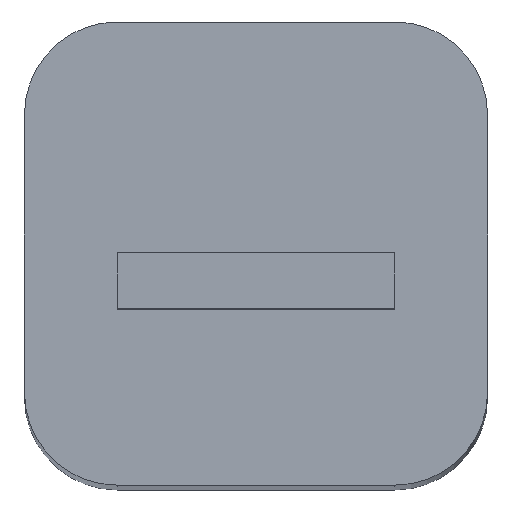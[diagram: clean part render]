
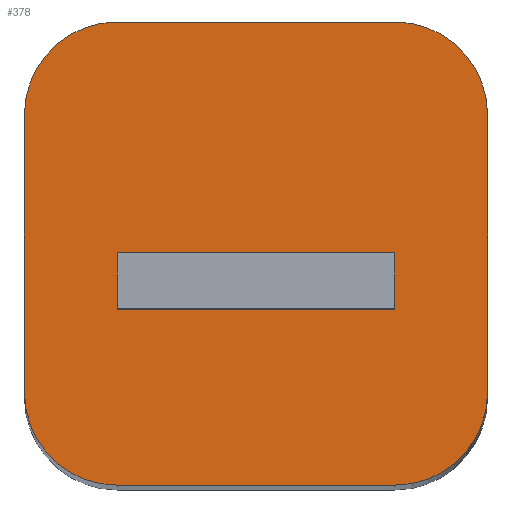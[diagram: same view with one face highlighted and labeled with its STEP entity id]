
A CAD part, top view. The second image highlights one B-rep face of the part: STEP entity #378.
In plain terms, the highlighted planar face has unit normal (0, 0, 1).
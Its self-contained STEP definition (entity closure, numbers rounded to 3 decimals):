
#17=FACE_BOUND('',#71,.T.);
#21=CIRCLE('',#414,50.);
#23=CIRCLE('',#418,50.);
#24=CIRCLE('',#419,50.);
#25=CIRCLE('',#420,50.);
#47=FACE_OUTER_BOUND('',#70,.T.);
#70=EDGE_LOOP('',(#301,#302,#303,#304,#305,#306,#307,#308));
#71=EDGE_LOOP('',(#309,#310,#311,#312));
#99=LINE('',#582,#140);
#101=LINE('',#587,#142);
#103=LINE('',#590,#144);
#104=LINE('',#592,#145);
#107=LINE('',#604,#148);
#110=LINE('',#610,#151);
#111=LINE('',#614,#152);
#112=LINE('',#618,#153);
#140=VECTOR('',#472,10.);
#142=VECTOR('',#476,10.);
#144=VECTOR('',#480,10.);
#145=VECTOR('',#483,10.);
#148=VECTOR('',#494,10.);
#151=VECTOR('',#499,10.);
#152=VECTOR('',#502,10.);
#153=VECTOR('',#505,10.);
#176=VERTEX_POINT('',#578);
#177=VERTEX_POINT('',#580);
#178=VERTEX_POINT('',#584);
#179=VERTEX_POINT('',#586);
#180=VERTEX_POINT('',#594);
#181=VERTEX_POINT('',#595);
#184=VERTEX_POINT('',#603);
#186=VERTEX_POINT('',#609);
#187=VERTEX_POINT('',#611);
#188=VERTEX_POINT('',#613);
#189=VERTEX_POINT('',#615);
#190=VERTEX_POINT('',#617);
#217=EDGE_CURVE('',#176,#177,#99,.T.);
#219=EDGE_CURVE('',#179,#178,#101,.T.);
#221=EDGE_CURVE('',#178,#176,#103,.T.);
#222=EDGE_CURVE('',#177,#179,#104,.T.);
#223=EDGE_CURVE('',#180,#181,#21,.T.);
#227=EDGE_CURVE('',#181,#184,#107,.T.);
#230=EDGE_CURVE('',#186,#180,#110,.T.);
#231=EDGE_CURVE('',#187,#186,#23,.T.);
#232=EDGE_CURVE('',#187,#188,#111,.T.);
#233=EDGE_CURVE('',#189,#188,#24,.T.);
#234=EDGE_CURVE('',#189,#190,#112,.T.);
#235=EDGE_CURVE('',#184,#190,#25,.T.);
#301=ORIENTED_EDGE('',*,*,#223,.F.);
#302=ORIENTED_EDGE('',*,*,#230,.F.);
#303=ORIENTED_EDGE('',*,*,#231,.F.);
#304=ORIENTED_EDGE('',*,*,#232,.T.);
#305=ORIENTED_EDGE('',*,*,#233,.F.);
#306=ORIENTED_EDGE('',*,*,#234,.T.);
#307=ORIENTED_EDGE('',*,*,#235,.F.);
#308=ORIENTED_EDGE('',*,*,#227,.F.);
#309=ORIENTED_EDGE('',*,*,#219,.T.);
#310=ORIENTED_EDGE('',*,*,#221,.T.);
#311=ORIENTED_EDGE('',*,*,#217,.T.);
#312=ORIENTED_EDGE('',*,*,#222,.T.);
#360=PLANE('',#417);
#378=ADVANCED_FACE('',(#47,#17),#360,.T.);
#414=AXIS2_PLACEMENT_3D('',#596,#486,#487);
#417=AXIS2_PLACEMENT_3D('',#608,#497,#498);
#418=AXIS2_PLACEMENT_3D('',#612,#500,#501);
#419=AXIS2_PLACEMENT_3D('',#616,#503,#504);
#420=AXIS2_PLACEMENT_3D('',#619,#506,#507);
#472=DIRECTION('',(0.,-1.,0.));
#476=DIRECTION('',(0.,1.,0.));
#480=DIRECTION('',(1.,0.,0.));
#483=DIRECTION('',(-1.,0.,0.));
#486=DIRECTION('center_axis',(0.,0.,-1.));
#487=DIRECTION('ref_axis',(-0.707,0.707,0.));
#494=DIRECTION('',(1.,0.,0.));
#497=DIRECTION('center_axis',(0.,0.,1.));
#498=DIRECTION('ref_axis',(1.,0.,0.));
#499=DIRECTION('',(0.,1.,0.));
#500=DIRECTION('center_axis',(0.,0.,-1.));
#501=DIRECTION('ref_axis',(-0.707,-0.707,0.));
#502=DIRECTION('',(1.,0.,0.));
#503=DIRECTION('center_axis',(0.,0.,-1.));
#504=DIRECTION('ref_axis',(0.707,-0.707,0.));
#505=DIRECTION('',(0.,1.,0.));
#506=DIRECTION('center_axis',(0.,0.,-1.));
#507=DIRECTION('ref_axis',(0.707,0.707,0.));
#578=CARTESIAN_POINT('',(200.,125.,1510.));
#580=CARTESIAN_POINT('',(200.,95.,1510.));
#582=CARTESIAN_POINT('',(200.,62.5,1510.));
#584=CARTESIAN_POINT('',(50.,125.,1510.));
#586=CARTESIAN_POINT('',(50.,95.,1510.));
#587=CARTESIAN_POINT('',(50.,62.5,1510.));
#590=CARTESIAN_POINT('',(62.5,125.,1510.));
#592=CARTESIAN_POINT('',(62.5,95.,1510.));
#594=CARTESIAN_POINT('',(0.,200.,1510.));
#595=CARTESIAN_POINT('',(50.,250.,1510.));
#596=CARTESIAN_POINT('Origin',(50.,200.,1510.));
#603=CARTESIAN_POINT('',(200.,250.,1510.));
#604=CARTESIAN_POINT('',(0.,250.,1510.));
#608=CARTESIAN_POINT('Origin',(0.,0.,1510.));
#609=CARTESIAN_POINT('',(0.,50.,1510.));
#610=CARTESIAN_POINT('',(0.,0.,1510.));
#611=CARTESIAN_POINT('',(50.,0.,1510.));
#612=CARTESIAN_POINT('Origin',(50.,50.,1510.));
#613=CARTESIAN_POINT('',(200.,0.,1510.));
#614=CARTESIAN_POINT('',(0.,0.,1510.));
#615=CARTESIAN_POINT('',(250.,50.,1510.));
#616=CARTESIAN_POINT('Origin',(200.,50.,1510.));
#617=CARTESIAN_POINT('',(250.,200.,1510.));
#618=CARTESIAN_POINT('',(250.,0.,1510.));
#619=CARTESIAN_POINT('Origin',(200.,200.,1510.));
